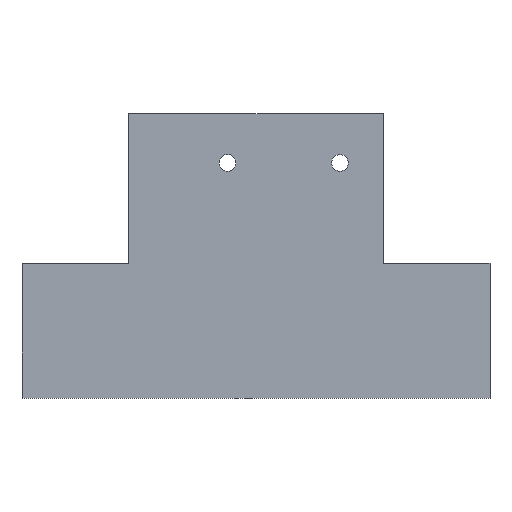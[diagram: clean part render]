
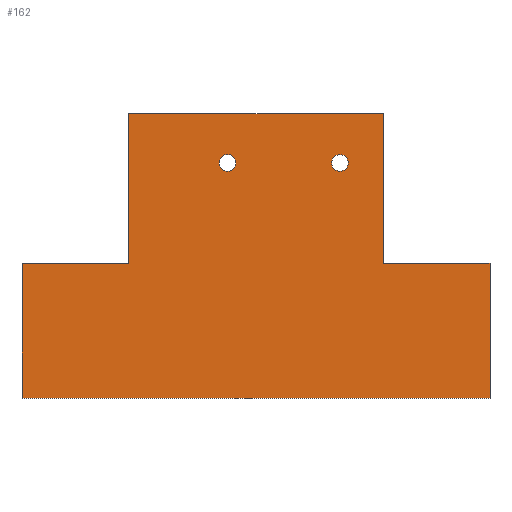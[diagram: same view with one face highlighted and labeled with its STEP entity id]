
A CAD part, top view. The second image highlights one B-rep face of the part: STEP entity #162.
In plain terms, the highlighted planar face has unit normal (0, 0, 1).
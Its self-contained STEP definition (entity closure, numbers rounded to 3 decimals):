
#6 = LINE ( 'NONE', #14, #359 ) ;
#8 = ORIENTED_EDGE ( 'NONE', *, *, #39, .F. ) ;
#14 = CARTESIAN_POINT ( 'NONE',  ( 28.5, 36., 0. ) ) ;
#16 = CARTESIAN_POINT ( 'NONE',  ( 54.9, 62.87, 0. ) ) ;
#27 = VERTEX_POINT ( 'NONE', #379 ) ;
#39 = EDGE_CURVE ( 'NONE', #27, #240, #207, .T. ) ;
#41 = EDGE_LOOP ( 'NONE', ( #90, #8 ) ) ;
#46 = EDGE_CURVE ( 'NONE', #350, #374, #223, .T. ) ;
#47 = EDGE_CURVE ( 'NONE', #240, #27, #125, .T. ) ;
#54 = CARTESIAN_POINT ( 'NONE',  ( 0., 36., 0. ) ) ;
#60 = CARTESIAN_POINT ( 'NONE',  ( 82.673, 62.87, 0. ) ) ;
#62 = DIRECTION ( 'NONE',  ( 0., 0., 1. ) ) ;
#63 = CARTESIAN_POINT ( 'NONE',  ( 0., 0., 0. ) ) ;
#68 = DIRECTION ( 'NONE',  ( -1., 0., 0. ) ) ;
#69 = EDGE_LOOP ( 'NONE', ( #197, #423 ) ) ;
#75 = AXIS2_PLACEMENT_3D ( 'NONE', #335, #109, #377 ) ;
#79 = EDGE_CURVE ( 'NONE', #473, #417, #6, .T. ) ;
#83 = ORIENTED_EDGE ( 'NONE', *, *, #418, .T. ) ;
#90 = ORIENTED_EDGE ( 'NONE', *, *, #47, .F. ) ;
#107 = ORIENTED_EDGE ( 'NONE', *, *, #315, .T. ) ;
#109 = DIRECTION ( 'NONE',  ( 0., 0., 1. ) ) ;
#111 = CIRCLE ( 'NONE', #201, 2.227 ) ;
#119 = DIRECTION ( 'NONE',  ( 1., 0., 0. ) ) ;
#125 = CIRCLE ( 'NONE', #397, 2.25 ) ;
#129 = VECTOR ( 'NONE', #243, 1000. ) ;
#132 = VERTEX_POINT ( 'NONE', #415 ) ;
#142 = CARTESIAN_POINT ( 'NONE',  ( 0., 0., 0. ) ) ;
#146 = LINE ( 'NONE', #436, #239 ) ;
#152 = EDGE_CURVE ( 'NONE', #405, #212, #471, .T. ) ;
#161 = VERTEX_POINT ( 'NONE', #340 ) ;
#162 = ADVANCED_FACE ( 'NONE', ( #270, #267, #312 ), #387, .F. ) ;
#171 = VERTEX_POINT ( 'NONE', #466 ) ;
#174 = DIRECTION ( 'NONE',  ( 0., -1., 0. ) ) ;
#178 = DIRECTION ( 'NONE',  ( 0., 1., 0. ) ) ;
#186 = CARTESIAN_POINT ( 'NONE',  ( 54.9, 62.87, 0. ) ) ;
#191 = DIRECTION ( 'NONE',  ( 0., -1., 0. ) ) ;
#196 = VECTOR ( 'NONE', #68, 1000. ) ;
#197 = ORIENTED_EDGE ( 'NONE', *, *, #46, .F. ) ;
#201 = AXIS2_PLACEMENT_3D ( 'NONE', #209, #62, #246 ) ;
#205 = EDGE_CURVE ( 'NONE', #212, #132, #234, .T. ) ;
#207 = CIRCLE ( 'NONE', #310, 2.25 ) ;
#209 = CARTESIAN_POINT ( 'NONE',  ( 84.9, 62.87, 0. ) ) ;
#212 = VERTEX_POINT ( 'NONE', #241 ) ;
#218 = VECTOR ( 'NONE', #260, 1000. ) ;
#223 = CIRCLE ( 'NONE', #75, 2.227 ) ;
#226 = DIRECTION ( 'NONE',  ( 0., 0., 1. ) ) ;
#232 = EDGE_CURVE ( 'NONE', #132, #473, #422, .T. ) ;
#234 = LINE ( 'NONE', #380, #218 ) ;
#239 = VECTOR ( 'NONE', #174, 1000. ) ;
#240 = VERTEX_POINT ( 'NONE', #409 ) ;
#241 = CARTESIAN_POINT ( 'NONE',  ( 96.5, 36., 0. ) ) ;
#243 = DIRECTION ( 'NONE',  ( 1., 0., 0. ) ) ;
#246 = DIRECTION ( 'NONE',  ( 1., 0., 0. ) ) ;
#251 = CARTESIAN_POINT ( 'NONE',  ( 28.5, 76., 0. ) ) ;
#253 = DIRECTION ( 'NONE',  ( 1., 0., 0. ) ) ;
#260 = DIRECTION ( 'NONE',  ( 0., 1., 0. ) ) ;
#265 = CARTESIAN_POINT ( 'NONE',  ( 96.5, 36., 0. ) ) ;
#267 = FACE_BOUND ( 'NONE', #41, .T. ) ;
#270 = FACE_BOUND ( 'NONE', #69, .T. ) ;
#272 = EDGE_CURVE ( 'NONE', #161, #274, #146, .T. ) ;
#273 = VECTOR ( 'NONE', #317, 1000. ) ;
#274 = VERTEX_POINT ( 'NONE', #63 ) ;
#275 = ORIENTED_EDGE ( 'NONE', *, *, #79, .T. ) ;
#279 = CARTESIAN_POINT ( 'NONE',  ( 28.5, 36., 0. ) ) ;
#282 = LINE ( 'NONE', #142, #129 ) ;
#296 = CARTESIAN_POINT ( 'NONE',  ( 0., 0., 0. ) ) ;
#302 = LINE ( 'NONE', #54, #273 ) ;
#310 = AXIS2_PLACEMENT_3D ( 'NONE', #186, #451, #253 ) ;
#312 = FACE_OUTER_BOUND ( 'NONE', #313, .T. ) ;
#313 = EDGE_LOOP ( 'NONE', ( #467, #83, #385, #346, #401, #338, #275, #107 ) ) ;
#315 = EDGE_CURVE ( 'NONE', #417, #161, #302, .T. ) ;
#317 = DIRECTION ( 'NONE',  ( -1., 0., 0. ) ) ;
#321 = CARTESIAN_POINT ( 'NONE',  ( 125., 36., 0. ) ) ;
#335 = CARTESIAN_POINT ( 'NONE',  ( 84.9, 62.87, 0. ) ) ;
#338 = ORIENTED_EDGE ( 'NONE', *, *, #232, .T. ) ;
#340 = CARTESIAN_POINT ( 'NONE',  ( 0., 36., 0. ) ) ;
#342 = DIRECTION ( 'NONE',  ( -1., 0., 0. ) ) ;
#344 = DIRECTION ( 'NONE',  ( -1., 0., 0. ) ) ;
#346 = ORIENTED_EDGE ( 'NONE', *, *, #152, .T. ) ;
#350 = VERTEX_POINT ( 'NONE', #445 ) ;
#352 = VECTOR ( 'NONE', #178, 1000. ) ;
#359 = VECTOR ( 'NONE', #191, 1000. ) ;
#374 = VERTEX_POINT ( 'NONE', #60 ) ;
#377 = DIRECTION ( 'NONE',  ( 1., 0., 0. ) ) ;
#379 = CARTESIAN_POINT ( 'NONE',  ( 52.65, 62.87, 0. ) ) ;
#380 = CARTESIAN_POINT ( 'NONE',  ( 96.5, 76., 0. ) ) ;
#385 = ORIENTED_EDGE ( 'NONE', *, *, #454, .T. ) ;
#387 = PLANE ( 'NONE',  #476 ) ;
#397 = AXIS2_PLACEMENT_3D ( 'NONE', #16, #226, #119 ) ;
#401 = ORIENTED_EDGE ( 'NONE', *, *, #205, .T. ) ;
#405 = VERTEX_POINT ( 'NONE', #321 ) ;
#409 = CARTESIAN_POINT ( 'NONE',  ( 57.15, 62.87, 0. ) ) ;
#414 = VECTOR ( 'NONE', #344, 1000. ) ;
#415 = CARTESIAN_POINT ( 'NONE',  ( 96.5, 76., 0. ) ) ;
#417 = VERTEX_POINT ( 'NONE', #279 ) ;
#418 = EDGE_CURVE ( 'NONE', #274, #171, #282, .T. ) ;
#422 = LINE ( 'NONE', #251, #196 ) ;
#423 = ORIENTED_EDGE ( 'NONE', *, *, #461, .F. ) ;
#436 = CARTESIAN_POINT ( 'NONE',  ( 0., 0., 0. ) ) ;
#438 = CARTESIAN_POINT ( 'NONE',  ( 125., 0., 0. ) ) ;
#445 = CARTESIAN_POINT ( 'NONE',  ( 87.127, 62.87, 0. ) ) ;
#451 = DIRECTION ( 'NONE',  ( 0., 0., 1. ) ) ;
#454 = EDGE_CURVE ( 'NONE', #171, #405, #458, .T. ) ;
#457 = DIRECTION ( 'NONE',  ( 0., 0., -1. ) ) ;
#458 = LINE ( 'NONE', #438, #352 ) ;
#461 = EDGE_CURVE ( 'NONE', #374, #350, #111, .T. ) ;
#466 = CARTESIAN_POINT ( 'NONE',  ( 125., 0., 0. ) ) ;
#467 = ORIENTED_EDGE ( 'NONE', *, *, #272, .T. ) ;
#471 = LINE ( 'NONE', #265, #414 ) ;
#473 = VERTEX_POINT ( 'NONE', #478 ) ;
#476 = AXIS2_PLACEMENT_3D ( 'NONE', #296, #457, #342 ) ;
#478 = CARTESIAN_POINT ( 'NONE',  ( 28.5, 76., 0. ) ) ;
